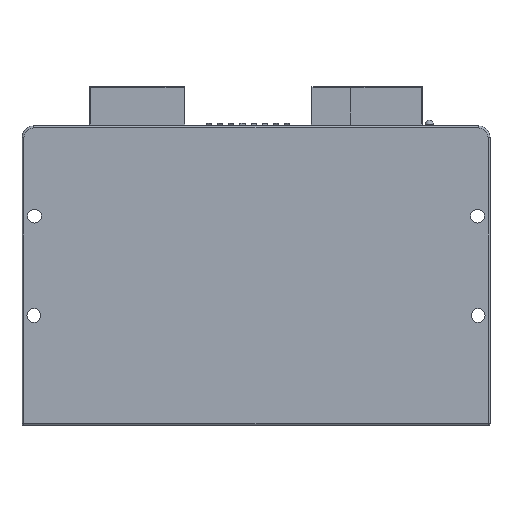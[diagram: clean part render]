
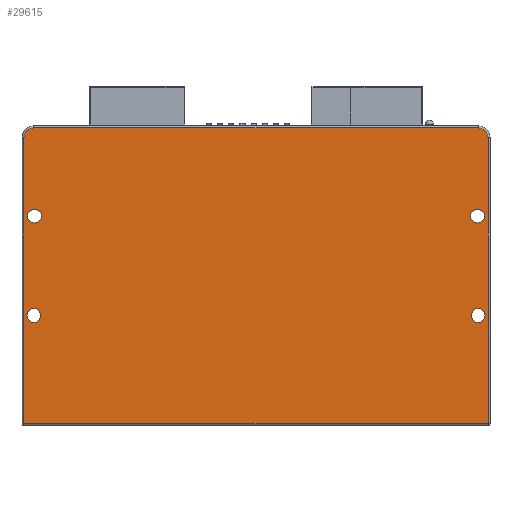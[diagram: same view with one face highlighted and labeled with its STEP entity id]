
A CAD part, front view. The second image highlights one B-rep face of the part: STEP entity #29615.
In plain terms, the highlighted planar face has unit normal (0, -1, 0).
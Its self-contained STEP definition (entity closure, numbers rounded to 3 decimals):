
#330 = DIRECTION ( 'NONE',  ( -1., 0., 0. ) ) ;
#331 = CIRCLE ( 'NONE', #30798, 1.75 ) ;
#778 = CARTESIAN_POINT ( 'NONE',  ( -54.093, 0., 52.762 ) ) ;
#797 = DIRECTION ( 'NONE',  ( 0., 0., 1. ) ) ;
#943 = DIRECTION ( 'NONE',  ( 0., 1., 0. ) ) ;
#1031 = FACE_OUTER_BOUND ( 'NONE', #16302, .T. ) ;
#1167 = DIRECTION ( 'NONE',  ( 1., 0., 0. ) ) ;
#1508 = VERTEX_POINT ( 'NONE', #15648 ) ;
#1523 = EDGE_CURVE ( 'NONE', #27004, #17282, #9237, .T. ) ;
#1626 = CIRCLE ( 'NONE', #23280, 1.75 ) ;
#2421 = CARTESIAN_POINT ( 'NONE',  ( -56., 0., 72.5 ) ) ;
#2442 = DIRECTION ( 'NONE',  ( 0., 1., 0. ) ) ;
#2925 = CARTESIAN_POINT ( 'NONE',  ( 57.593, 0., 52.762 ) ) ;
#3550 = ORIENTED_EDGE ( 'NONE', *, *, #7255, .T. ) ;
#3712 = CARTESIAN_POINT ( 'NONE',  ( 0., 0., 0.5 ) ) ;
#4115 = AXIS2_PLACEMENT_3D ( 'NONE', #19910, #4722, #22434 ) ;
#4197 = ORIENTED_EDGE ( 'NONE', *, *, #26446, .T. ) ;
#4722 = DIRECTION ( 'NONE',  ( 0., -1., 0. ) ) ;
#4990 = DIRECTION ( 'NONE',  ( 0., 0., 1. ) ) ;
#5597 = CARTESIAN_POINT ( 'NONE',  ( -57.75, 0., 27.7 ) ) ;
#5696 = CARTESIAN_POINT ( 'NONE',  ( 58.5, 0., 0.5 ) ) ;
#5976 = CARTESIAN_POINT ( 'NONE',  ( -55.843, 0., 52.762 ) ) ;
#6277 = ORIENTED_EDGE ( 'NONE', *, *, #21798, .T. ) ;
#6692 = CIRCLE ( 'NONE', #10165, 1.75 ) ;
#6989 = LINE ( 'NONE', #3712, #19617 ) ;
#7255 = EDGE_CURVE ( 'NONE', #8043, #1508, #7754, .T. ) ;
#7275 = VERTEX_POINT ( 'NONE', #28666 ) ;
#7337 = ORIENTED_EDGE ( 'NONE', *, *, #24032, .T. ) ;
#7650 = ORIENTED_EDGE ( 'NONE', *, *, #15927, .T. ) ;
#7739 = ORIENTED_EDGE ( 'NONE', *, *, #1523, .T. ) ;
#7754 = CIRCLE ( 'NONE', #19021, 1.75 ) ;
#7827 = FACE_BOUND ( 'NONE', #17942, .T. ) ;
#7940 = CARTESIAN_POINT ( 'NONE',  ( -58.5, 0., 72.5 ) ) ;
#8016 = EDGE_CURVE ( 'NONE', #21740, #21437, #14657, .T. ) ;
#8043 = VERTEX_POINT ( 'NONE', #25022 ) ;
#8453 = DIRECTION ( 'NONE',  ( 0., 1., 0. ) ) ;
#8511 = DIRECTION ( 'NONE',  ( 0., 0., 1. ) ) ;
#8567 = AXIS2_PLACEMENT_3D ( 'NONE', #5976, #23665, #8511 ) ;
#8695 = CIRCLE ( 'NONE', #17428, 1.75 ) ;
#9177 = VERTEX_POINT ( 'NONE', #11746 ) ;
#9237 = CIRCLE ( 'NONE', #16392, 2.5 ) ;
#9271 = DIRECTION ( 'NONE',  ( 0., 1., 0. ) ) ;
#10165 = AXIS2_PLACEMENT_3D ( 'NONE', #17622, #2442, #20206 ) ;
#10653 = VECTOR ( 'NONE', #16713, 1000. ) ;
#10662 = EDGE_LOOP ( 'NONE', ( #24004, #31809 ) ) ;
#10865 = CARTESIAN_POINT ( 'NONE',  ( -56., 0., 75. ) ) ;
#11451 = DIRECTION ( 'NONE',  ( 0., 1., 0. ) ) ;
#11746 = CARTESIAN_POINT ( 'NONE',  ( 54.093, 0., 52.762 ) ) ;
#12163 = DIRECTION ( 'NONE',  ( 0., 1., 0. ) ) ;
#12300 = CARTESIAN_POINT ( 'NONE',  ( -58.5, 0., 0.5 ) ) ;
#13121 = VERTEX_POINT ( 'NONE', #12300 ) ;
#13527 = DIRECTION ( 'NONE',  ( 0., 1., 0. ) ) ;
#13878 = VECTOR ( 'NONE', #32447, 1000. ) ;
#14067 = ORIENTED_EDGE ( 'NONE', *, *, #15857, .T. ) ;
#14109 = EDGE_LOOP ( 'NONE', ( #4197, #7650 ) ) ;
#14479 = FACE_BOUND ( 'NONE', #14109, .T. ) ;
#14657 = LINE ( 'NONE', #17232, #13878 ) ;
#15025 = EDGE_CURVE ( 'NONE', #9177, #15562, #1626, .T. ) ;
#15562 = VERTEX_POINT ( 'NONE', #2925 ) ;
#15597 = CIRCLE ( 'NONE', #20853, 1.75 ) ;
#15626 = EDGE_CURVE ( 'NONE', #21521, #26981, #331, .T. ) ;
#15648 = CARTESIAN_POINT ( 'NONE',  ( 54.25, 0., 27.7 ) ) ;
#15857 = EDGE_CURVE ( 'NONE', #1508, #8043, #24106, .T. ) ;
#15927 = EDGE_CURVE ( 'NONE', #27031, #27104, #6692, .T. ) ;
#15988 = DIRECTION ( 'NONE',  ( 0., 1., 0. ) ) ;
#16113 = CARTESIAN_POINT ( 'NONE',  ( -56., 0., 27.7 ) ) ;
#16302 = EDGE_LOOP ( 'NONE', ( #21619, #24207, #25469, #20519, #7337, #7739 ) ) ;
#16392 = AXIS2_PLACEMENT_3D ( 'NONE', #2421, #20183, #4990 ) ;
#16713 = DIRECTION ( 'NONE',  ( 0., 0., -1. ) ) ;
#17232 = CARTESIAN_POINT ( 'NONE',  ( 58.5, 0., 5. ) ) ;
#17282 = VERTEX_POINT ( 'NONE', #7940 ) ;
#17375 = LINE ( 'NONE', #29377, #10653 ) ;
#17428 = AXIS2_PLACEMENT_3D ( 'NONE', #24476, #9271, #27037 ) ;
#17622 = CARTESIAN_POINT ( 'NONE',  ( -55.843, 0., 52.762 ) ) ;
#17942 = EDGE_LOOP ( 'NONE', ( #19450, #6277 ) ) ;
#17953 = CIRCLE ( 'NONE', #4115, 2.5 ) ;
#18401 = EDGE_CURVE ( 'NONE', #21437, #7275, #17953, .T. ) ;
#18672 = DIRECTION ( 'NONE',  ( 0., 0., 1. ) ) ;
#19021 = AXIS2_PLACEMENT_3D ( 'NONE', #31197, #15988, #797 ) ;
#19450 = ORIENTED_EDGE ( 'NONE', *, *, #15025, .T. ) ;
#19472 = EDGE_CURVE ( 'NONE', #17282, #13121, #17375, .T. ) ;
#19617 = VECTOR ( 'NONE', #1167, 1000. ) ;
#19910 = CARTESIAN_POINT ( 'NONE',  ( 56., 0., 72.5 ) ) ;
#20183 = DIRECTION ( 'NONE',  ( 0., -1., 0. ) ) ;
#20206 = DIRECTION ( 'NONE',  ( 0., 0., 1. ) ) ;
#20519 = ORIENTED_EDGE ( 'NONE', *, *, #18401, .T. ) ;
#20853 = AXIS2_PLACEMENT_3D ( 'NONE', #23612, #8453, #26188 ) ;
#21270 = FACE_BOUND ( 'NONE', #31783, .T. ) ;
#21437 = VERTEX_POINT ( 'NONE', #27086 ) ;
#21521 = VERTEX_POINT ( 'NONE', #29917 ) ;
#21619 = ORIENTED_EDGE ( 'NONE', *, *, #19472, .T. ) ;
#21740 = VERTEX_POINT ( 'NONE', #5696 ) ;
#21798 = EDGE_CURVE ( 'NONE', #15562, #9177, #15597, .T. ) ;
#21828 = AXIS2_PLACEMENT_3D ( 'NONE', #28755, #13527, #31289 ) ;
#22434 = DIRECTION ( 'NONE',  ( 0., 0., 1. ) ) ;
#23280 = AXIS2_PLACEMENT_3D ( 'NONE', #26710, #11451, #29229 ) ;
#23612 = CARTESIAN_POINT ( 'NONE',  ( 55.843, 0., 52.762 ) ) ;
#23665 = DIRECTION ( 'NONE',  ( 0., 1., 0. ) ) ;
#24004 = ORIENTED_EDGE ( 'NONE', *, *, #31748, .T. ) ;
#24032 = EDGE_CURVE ( 'NONE', #7275, #27004, #24499, .T. ) ;
#24106 = CIRCLE ( 'NONE', #31231, 1.75 ) ;
#24207 = ORIENTED_EDGE ( 'NONE', *, *, #24836, .T. ) ;
#24476 = CARTESIAN_POINT ( 'NONE',  ( -56., 0., 27.7 ) ) ;
#24499 = LINE ( 'NONE', #30738, #30462 ) ;
#24836 = EDGE_CURVE ( 'NONE', #13121, #21740, #6989, .T. ) ;
#25022 = CARTESIAN_POINT ( 'NONE',  ( 57.75, 0., 27.7 ) ) ;
#25469 = ORIENTED_EDGE ( 'NONE', *, *, #8016, .T. ) ;
#25526 = CIRCLE ( 'NONE', #8567, 1.75 ) ;
#26094 = PLANE ( 'NONE',  #21828 ) ;
#26188 = DIRECTION ( 'NONE',  ( 0., 0., 1. ) ) ;
#26204 = CARTESIAN_POINT ( 'NONE',  ( -57.593, 0., 52.762 ) ) ;
#26446 = EDGE_CURVE ( 'NONE', #27104, #27031, #25526, .T. ) ;
#26710 = CARTESIAN_POINT ( 'NONE',  ( 55.843, 0., 52.762 ) ) ;
#26981 = VERTEX_POINT ( 'NONE', #5597 ) ;
#27004 = VERTEX_POINT ( 'NONE', #10865 ) ;
#27031 = VERTEX_POINT ( 'NONE', #778 ) ;
#27037 = DIRECTION ( 'NONE',  ( 0., 0., 1. ) ) ;
#27086 = CARTESIAN_POINT ( 'NONE',  ( 58.5, 0., 72.5 ) ) ;
#27104 = VERTEX_POINT ( 'NONE', #26204 ) ;
#27422 = CARTESIAN_POINT ( 'NONE',  ( 56., 0., 27.7 ) ) ;
#28036 = FACE_BOUND ( 'NONE', #10662, .T. ) ;
#28666 = CARTESIAN_POINT ( 'NONE',  ( 56., 0., 75. ) ) ;
#28755 = CARTESIAN_POINT ( 'NONE',  ( 0., 0., 5. ) ) ;
#29229 = DIRECTION ( 'NONE',  ( 0., 0., 1. ) ) ;
#29377 = CARTESIAN_POINT ( 'NONE',  ( -58.5, 0., 5. ) ) ;
#29615 = ADVANCED_FACE ( 'NONE', ( #14479, #28036, #7827, #21270, #1031 ), #26094, .F. ) ;
#29917 = CARTESIAN_POINT ( 'NONE',  ( -54.25, 0., 27.7 ) ) ;
#29931 = DIRECTION ( 'NONE',  ( 0., 0., 1. ) ) ;
#30462 = VECTOR ( 'NONE', #330, 1000. ) ;
#30738 = CARTESIAN_POINT ( 'NONE',  ( -56., 0., 75. ) ) ;
#30798 = AXIS2_PLACEMENT_3D ( 'NONE', #16113, #943, #18672 ) ;
#31197 = CARTESIAN_POINT ( 'NONE',  ( 56., 0., 27.7 ) ) ;
#31231 = AXIS2_PLACEMENT_3D ( 'NONE', #27422, #12163, #29931 ) ;
#31289 = DIRECTION ( 'NONE',  ( 0., 0., 1. ) ) ;
#31748 = EDGE_CURVE ( 'NONE', #26981, #21521, #8695, .T. ) ;
#31783 = EDGE_LOOP ( 'NONE', ( #14067, #3550 ) ) ;
#31809 = ORIENTED_EDGE ( 'NONE', *, *, #15626, .T. ) ;
#32447 = DIRECTION ( 'NONE',  ( 0., 0., 1. ) ) ;
